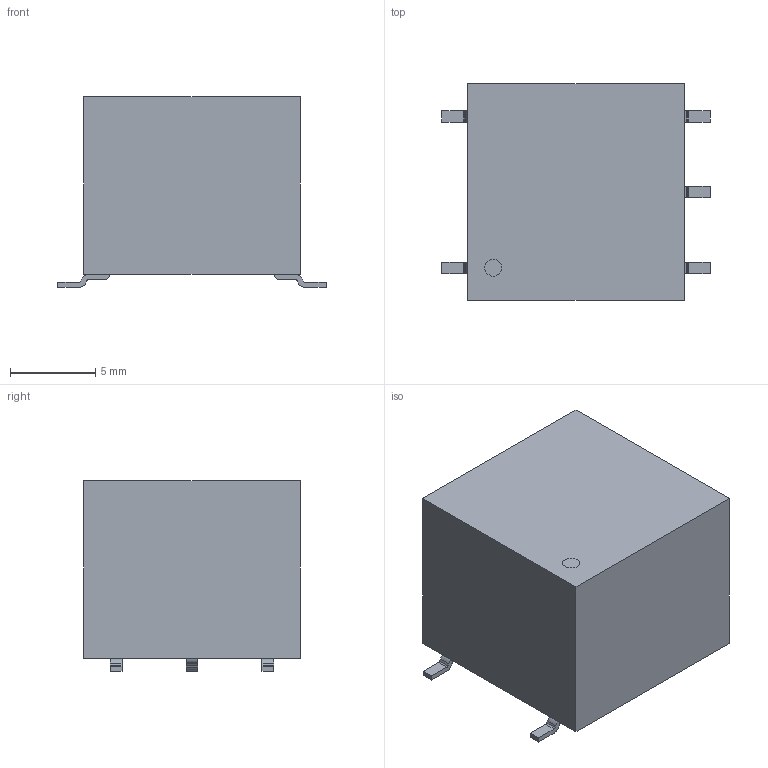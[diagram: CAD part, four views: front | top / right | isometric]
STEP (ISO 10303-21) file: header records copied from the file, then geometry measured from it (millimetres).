
FILE_DESCRIPTION((''),'2;1');
FILE_NAME('DCDC_PICO_SMV.stp','2011-06-21T12:08:54',(''),(''),'Mechanical Desktop 2011','Mechanical Desktop 2011',', , ');
FILE_SCHEMA(('AUTOMOTIVE_DESIGN { 1 2 10303 214 1 1 1 1 }'));
Length unit declared in the file: millimetre
Products named in the file (1): Product
Bounding box: 15.75 x 12.7 x 11.18 mm (x, y, z)
Volume: 1682.9 mm3; surface area: 887.2 mm2
Topology: 7 solids, 7 shells, 83 faces, 205 edges, 137 vertices
Faces by surface type: bspline 48, plane 21, cylinder 14
Entity records: 2718 total; most frequent: CARTESIAN_POINT 779, ORIENTED_EDGE 408, DIRECTION 336, EDGE_CURVE 204, VECTOR 146, LINE 146, VERTEX_POINT 136, AXIS2_PLACEMENT_3D 95
